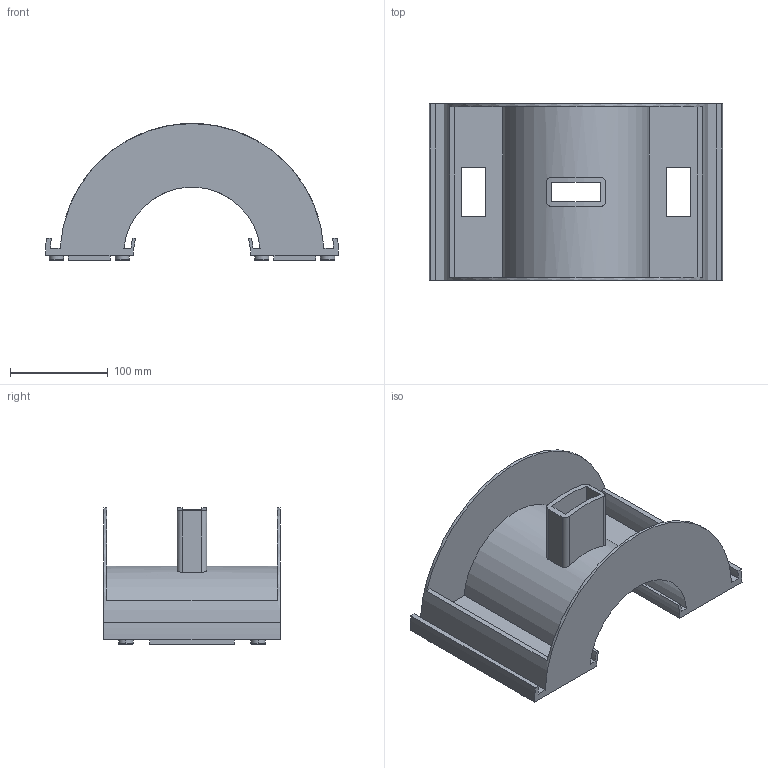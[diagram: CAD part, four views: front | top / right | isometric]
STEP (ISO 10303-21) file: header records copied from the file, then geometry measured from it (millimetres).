
FILE_DESCRIPTION((''),'2;1');
FILE_NAME('PRT0007','2025-09-18T02:04:12',('user'),(''),'CREO PARAMETRIC BY PTC INC, 2018050','CREO PARAMETRIC BY PTC INC, 2018050','');
FILE_SCHEMA(('CONFIG_CONTROL_DESIGN'));
Length unit declared in the file: millimetre
Products named in the file (1): PRT0007
Bounding box: 299.25 x 180 x 139.83 mm (x, y, z)
Volume: 687021.1 mm3; surface area: 283450.1 mm2
Topology: 1 solids, 1 shells, 102 faces, 248 edges, 160 vertices
Faces by surface type: plane 52, cylinder 34, torus 16
Entity records: 3096 total; most frequent: CARTESIAN_POINT 568, DIRECTION 544, ORIENTED_EDGE 496, EDGE_CURVE 248, AXIS2_PLACEMENT_3D 202, VERTEX_POINT 160, VECTOR 140, LINE 140
